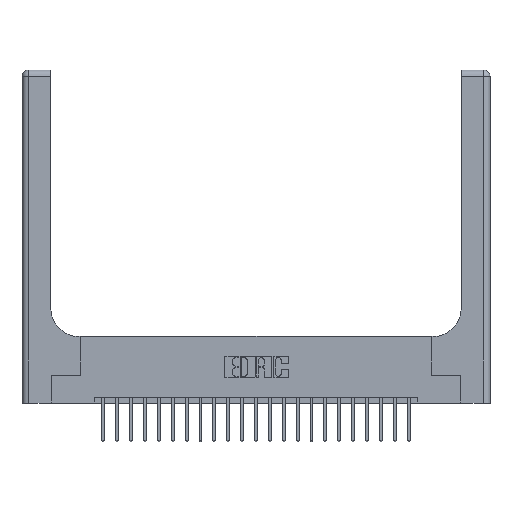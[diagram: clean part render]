
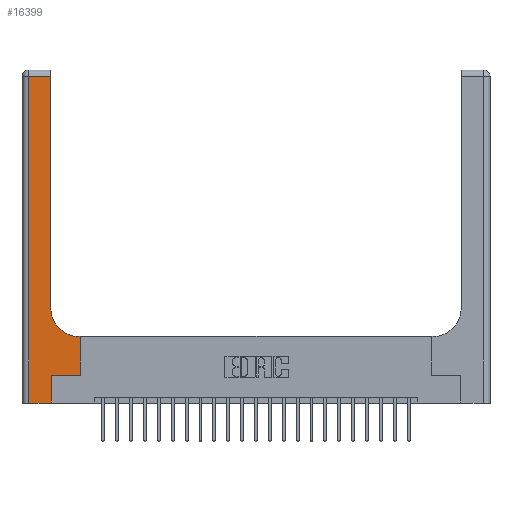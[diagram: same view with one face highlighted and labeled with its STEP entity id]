
A CAD part, top view. The second image highlights one B-rep face of the part: STEP entity #16399.
In plain terms, the highlighted planar face has unit normal (0, 0, 1).
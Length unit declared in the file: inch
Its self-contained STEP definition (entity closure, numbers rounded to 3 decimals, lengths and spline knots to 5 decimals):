
#415 = ORIENTED_EDGE ( 'NONE', *, *, #9810, .T. ) ;
#575 = ORIENTED_EDGE ( 'NONE', *, *, #5928, .T. ) ;
#631 = VECTOR ( 'NONE', #13659, 39.37008 ) ;
#842 = CARTESIAN_POINT ( 'NONE',  ( 0.51, 0.6, 0.37 ) ) ;
#1441 = DIRECTION ( 'NONE',  ( 0., -1., 0. ) ) ;
#1586 = DIRECTION ( 'NONE',  ( 0., 0., -1. ) ) ;
#1830 = CARTESIAN_POINT ( 'NONE',  ( 0.265, 0., 0.37 ) ) ;
#1911 = CARTESIAN_POINT ( 'NONE',  ( 0., 2.94, 0.37 ) ) ;
#2239 = ORIENTED_EDGE ( 'NONE', *, *, #20256, .T. ) ;
#2247 = EDGE_CURVE ( 'NONE', #15080, #20768, #17668, .T. ) ;
#2266 = CARTESIAN_POINT ( 'NONE',  ( 0.26, 0.85, 0.37 ) ) ;
#2633 = CARTESIAN_POINT ( 'NONE',  ( 0., 0., 0.37 ) ) ;
#2844 = ORIENTED_EDGE ( 'NONE', *, *, #8094, .T. ) ;
#2875 = VERTEX_POINT ( 'NONE', #11295 ) ;
#2969 = VECTOR ( 'NONE', #11223, 39.37008 ) ;
#3056 = AXIS2_PLACEMENT_3D ( 'NONE', #8772, #1586, #12292 ) ;
#3645 = CARTESIAN_POINT ( 'NONE',  ( 0.528, 0.6, 0.37 ) ) ;
#4093 = DIRECTION ( 'NONE',  ( -1., 0., 0. ) ) ;
#4259 = VERTEX_POINT ( 'NONE', #10550 ) ;
#4485 = DIRECTION ( 'NONE',  ( 1., 0., 0. ) ) ;
#4848 = CARTESIAN_POINT ( 'NONE',  ( 0.06, 3., 0.37 ) ) ;
#5928 = EDGE_CURVE ( 'NONE', #20768, #8160, #8870, .T. ) ;
#6488 = CARTESIAN_POINT ( 'NONE',  ( 0.528, 0.25, 0.37 ) ) ;
#6807 = VECTOR ( 'NONE', #4093, 39.37008 ) ;
#6842 = CARTESIAN_POINT ( 'NONE',  ( 0.265, 0.25, 0.37 ) ) ;
#7163 = DIRECTION ( 'NONE',  ( 0., 1., 0. ) ) ;
#7458 = VECTOR ( 'NONE', #7163, 39.37008 ) ;
#7792 = CIRCLE ( 'NONE', #20911, 0.25 ) ;
#8094 = EDGE_CURVE ( 'NONE', #15221, #22078, #7792, .T. ) ;
#8160 = VERTEX_POINT ( 'NONE', #22633 ) ;
#8772 = CARTESIAN_POINT ( 'NONE',  ( 0., 3., 0.37 ) ) ;
#8870 = LINE ( 'NONE', #4848, #14835 ) ;
#9122 = EDGE_LOOP ( 'NONE', ( #21573, #21141, #575, #415, #2239, #13682, #22949, #14962, #2844 ) ) ;
#9651 = VECTOR ( 'NONE', #14417, 39.37008 ) ;
#9810 = EDGE_CURVE ( 'NONE', #8160, #2875, #13211, .T. ) ;
#10550 = CARTESIAN_POINT ( 'NONE',  ( 0.265, 0.25, 0.37 ) ) ;
#11223 = DIRECTION ( 'NONE',  ( 1., 0., 0. ) ) ;
#11295 = CARTESIAN_POINT ( 'NONE',  ( 0.265, 0., 0.37 ) ) ;
#11330 = CARTESIAN_POINT ( 'NONE',  ( 0.06, 2.94, 0.37 ) ) ;
#12292 = DIRECTION ( 'NONE',  ( -1., 0., 0. ) ) ;
#12549 = VERTEX_POINT ( 'NONE', #3645 ) ;
#12809 = LINE ( 'NONE', #18082, #6807 ) ;
#13211 = LINE ( 'NONE', #2633, #2969 ) ;
#13659 = DIRECTION ( 'NONE',  ( 0., 1., 0. ) ) ;
#13682 = ORIENTED_EDGE ( 'NONE', *, *, #15377, .T. ) ;
#13963 = DIRECTION ( 'NONE',  ( 1., 0., 0. ) ) ;
#14402 = FACE_OUTER_BOUND ( 'NONE', #9122, .T. ) ;
#14417 = DIRECTION ( 'NONE',  ( 0., 1., 0. ) ) ;
#14835 = VECTOR ( 'NONE', #1441, 39.37008 ) ;
#14962 = ORIENTED_EDGE ( 'NONE', *, *, #16105, .T. ) ;
#15080 = VERTEX_POINT ( 'NONE', #19767 ) ;
#15221 = VERTEX_POINT ( 'NONE', #842 ) ;
#15377 = EDGE_CURVE ( 'NONE', #4259, #21114, #19174, .T. ) ;
#15429 = LINE ( 'NONE', #6488, #631 ) ;
#15850 = DIRECTION ( 'NONE',  ( 0., 0., -1. ) ) ;
#15871 = CARTESIAN_POINT ( 'NONE',  ( 0.26, 3., 0.37 ) ) ;
#16105 = EDGE_CURVE ( 'NONE', #12549, #15221, #12809, .T. ) ;
#16191 = LINE ( 'NONE', #1830, #9651 ) ;
#16262 = DIRECTION ( 'NONE',  ( -1., 0., 0. ) ) ;
#16399 = ADVANCED_FACE ( 'NONE', ( #14402 ), #22960, .F. ) ;
#17668 = LINE ( 'NONE', #1911, #19438 ) ;
#17847 = LINE ( 'NONE', #15871, #7458 ) ;
#18082 = CARTESIAN_POINT ( 'NONE',  ( 0.26, 0.6, 0.37 ) ) ;
#19174 = LINE ( 'NONE', #6842, #20655 ) ;
#19285 = CARTESIAN_POINT ( 'NONE',  ( 0.528, 0.25, 0.37 ) ) ;
#19438 = VECTOR ( 'NONE', #16262, 39.37008 ) ;
#19767 = CARTESIAN_POINT ( 'NONE',  ( 0.26, 2.94, 0.37 ) ) ;
#20256 = EDGE_CURVE ( 'NONE', #2875, #4259, #16191, .T. ) ;
#20655 = VECTOR ( 'NONE', #4485, 39.37008 ) ;
#20768 = VERTEX_POINT ( 'NONE', #11330 ) ;
#20911 = AXIS2_PLACEMENT_3D ( 'NONE', #22869, #15850, #13963 ) ;
#20958 = EDGE_CURVE ( 'NONE', #21114, #12549, #15429, .T. ) ;
#21114 = VERTEX_POINT ( 'NONE', #19285 ) ;
#21141 = ORIENTED_EDGE ( 'NONE', *, *, #2247, .T. ) ;
#21573 = ORIENTED_EDGE ( 'NONE', *, *, #22819, .T. ) ;
#22078 = VERTEX_POINT ( 'NONE', #2266 ) ;
#22633 = CARTESIAN_POINT ( 'NONE',  ( 0.06, 0., 0.37 ) ) ;
#22819 = EDGE_CURVE ( 'NONE', #22078, #15080, #17847, .T. ) ;
#22869 = CARTESIAN_POINT ( 'NONE',  ( 0.51, 0.85, 0.37 ) ) ;
#22949 = ORIENTED_EDGE ( 'NONE', *, *, #20958, .T. ) ;
#22960 = PLANE ( 'NONE',  #3056 ) ;
